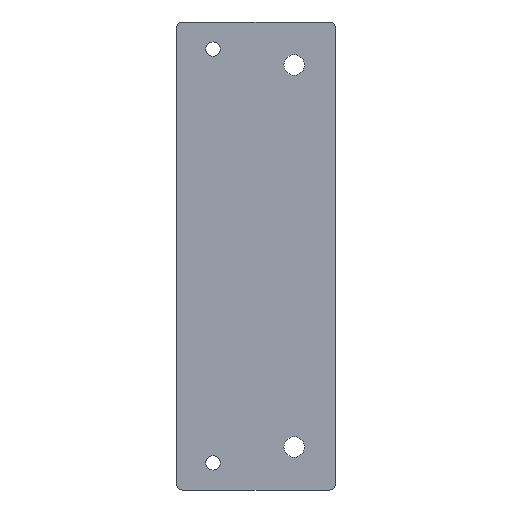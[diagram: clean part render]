
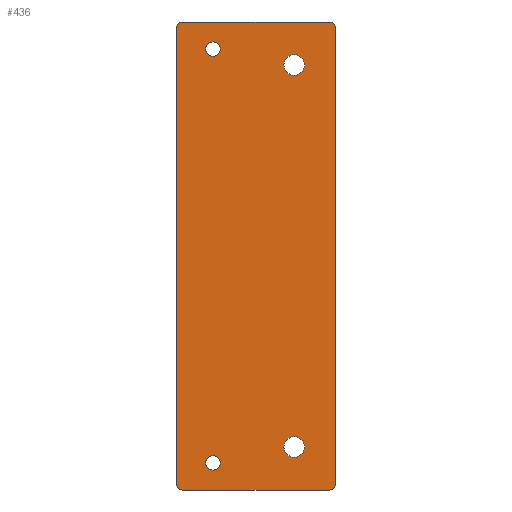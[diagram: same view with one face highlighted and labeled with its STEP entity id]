
A CAD part, front view. The second image highlights one B-rep face of the part: STEP entity #436.
In plain terms, the highlighted planar face has unit normal (0, -1, 0).
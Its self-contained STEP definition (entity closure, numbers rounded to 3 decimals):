
#119=CARTESIAN_POINT('',(90.5,-142.,-60.));
#120=DIRECTION('',(0.,1.,0.));
#121=DIRECTION('',(-1.,0.,0.));
#122=AXIS2_PLACEMENT_3D('',#119,#120,#121);
#124=CARTESIAN_POINT('',(90.5,-142.,-60.));
#125=DIRECTION('',(0.,1.,0.));
#126=DIRECTION('',(1.,0.,0.));
#127=AXIS2_PLACEMENT_3D('',#124,#125,#126);
#129=CARTESIAN_POINT('',(90.5,-142.,60.));
#130=DIRECTION('',(0.,1.,0.));
#131=DIRECTION('',(-1.,0.,0.));
#132=AXIS2_PLACEMENT_3D('',#129,#130,#131);
#134=CARTESIAN_POINT('',(90.5,-142.,60.));
#135=DIRECTION('',(0.,1.,0.));
#136=DIRECTION('',(1.,0.,0.));
#137=AXIS2_PLACEMENT_3D('',#134,#135,#136);
#139=DIRECTION('',(1.,0.,0.));
#140=VECTOR('',#139,46.);
#141=CARTESIAN_POINT('',(55.5,-142.,-73.5));
#142=LINE('',#141,#140);
#143=CARTESIAN_POINT('',(55.5,-142.,-71.5));
#144=DIRECTION('',(0.,-1.,0.));
#145=DIRECTION('',(-1.,0.,0.));
#146=AXIS2_PLACEMENT_3D('',#143,#144,#145);
#148=DIRECTION('',(0.,0.,-1.));
#149=VECTOR('',#148,143.);
#150=CARTESIAN_POINT('',(53.5,-142.,71.5));
#151=LINE('',#150,#149);
#152=CARTESIAN_POINT('',(55.5,-142.,71.5));
#153=DIRECTION('',(0.,-1.,0.));
#154=DIRECTION('',(0.,0.,1.));
#155=AXIS2_PLACEMENT_3D('',#152,#153,#154);
#157=DIRECTION('',(-1.,0.,0.));
#158=VECTOR('',#157,46.);
#159=CARTESIAN_POINT('',(101.5,-142.,73.5));
#160=LINE('',#159,#158);
#161=CARTESIAN_POINT('',(101.5,-142.,71.5));
#162=DIRECTION('',(0.,-1.,0.));
#163=DIRECTION('',(1.,0.,0.));
#164=AXIS2_PLACEMENT_3D('',#161,#162,#163);
#166=DIRECTION('',(0.,0.,1.));
#167=VECTOR('',#166,143.);
#168=CARTESIAN_POINT('',(103.5,-142.,-71.5));
#169=LINE('',#168,#167);
#170=CARTESIAN_POINT('',(101.5,-142.,-71.5));
#171=DIRECTION('',(0.,-1.,0.));
#172=DIRECTION('',(0.,0.,-1.));
#173=AXIS2_PLACEMENT_3D('',#170,#171,#172);
#175=CARTESIAN_POINT('',(65.,-142.,65.));
#176=DIRECTION('',(0.,1.,0.));
#177=DIRECTION('',(1.,0.,0.));
#178=AXIS2_PLACEMENT_3D('',#175,#176,#177);
#180=CARTESIAN_POINT('',(65.,-142.,65.));
#181=DIRECTION('',(0.,1.,0.));
#182=DIRECTION('',(-1.,0.,0.));
#183=AXIS2_PLACEMENT_3D('',#180,#181,#182);
#185=CARTESIAN_POINT('',(65.,-142.,-65.));
#186=DIRECTION('',(0.,1.,0.));
#187=DIRECTION('',(1.,0.,0.));
#188=AXIS2_PLACEMENT_3D('',#185,#186,#187);
#190=CARTESIAN_POINT('',(65.,-142.,-65.));
#191=DIRECTION('',(0.,1.,0.));
#192=DIRECTION('',(-1.,0.,0.));
#193=AXIS2_PLACEMENT_3D('',#190,#191,#192);
#275=CARTESIAN_POINT('',(87.25,-142.,-60.));
#276=CARTESIAN_POINT('',(93.75,-142.,-60.));
#277=VERTEX_POINT('',#275);
#278=VERTEX_POINT('',#276);
#279=CARTESIAN_POINT('',(87.25,-142.,60.));
#280=CARTESIAN_POINT('',(93.75,-142.,60.));
#281=VERTEX_POINT('',#279);
#282=VERTEX_POINT('',#280);
#283=CARTESIAN_POINT('',(55.5,-142.,-73.5));
#284=CARTESIAN_POINT('',(101.5,-142.,-73.5));
#285=VERTEX_POINT('',#283);
#286=VERTEX_POINT('',#284);
#287=CARTESIAN_POINT('',(103.5,-142.,-71.5));
#288=VERTEX_POINT('',#287);
#289=CARTESIAN_POINT('',(103.5,-142.,71.5));
#290=VERTEX_POINT('',#289);
#291=CARTESIAN_POINT('',(101.5,-142.,73.5));
#292=VERTEX_POINT('',#291);
#293=CARTESIAN_POINT('',(55.5,-142.,73.5));
#294=VERTEX_POINT('',#293);
#295=CARTESIAN_POINT('',(53.5,-142.,71.5));
#296=VERTEX_POINT('',#295);
#297=CARTESIAN_POINT('',(53.5,-142.,-71.5));
#298=VERTEX_POINT('',#297);
#303=CARTESIAN_POINT('',(67.25,-142.,65.));
#304=VERTEX_POINT('',#303);
#305=CARTESIAN_POINT('',(62.75,-142.,65.));
#306=VERTEX_POINT('',#305);
#311=CARTESIAN_POINT('',(67.25,-142.,-65.));
#312=CARTESIAN_POINT('',(62.75,-142.,-65.));
#313=VERTEX_POINT('',#311);
#314=VERTEX_POINT('',#312);
#391=CARTESIAN_POINT('',(0.,-142.,0.));
#392=DIRECTION('',(0.,-1.,0.));
#393=DIRECTION('',(-1.,0.,0.));
#394=AXIS2_PLACEMENT_3D('',#391,#392,#393);
#395=PLANE('',#394);
#397=ORIENTED_EDGE('',*,*,#396,.F.);
#399=ORIENTED_EDGE('',*,*,#398,.F.);
#401=ORIENTED_EDGE('',*,*,#400,.F.);
#403=ORIENTED_EDGE('',*,*,#402,.F.);
#405=ORIENTED_EDGE('',*,*,#404,.F.);
#407=ORIENTED_EDGE('',*,*,#406,.F.);
#409=ORIENTED_EDGE('',*,*,#408,.F.);
#411=ORIENTED_EDGE('',*,*,#410,.F.);
#412=EDGE_LOOP('',(#397,#399,#401,#403,#405,#407,#409,#411));
#413=FACE_OUTER_BOUND('',#412,.F.);
#415=ORIENTED_EDGE('',*,*,#414,.F.);
#417=ORIENTED_EDGE('',*,*,#416,.F.);
#418=EDGE_LOOP('',(#415,#417));
#419=FACE_BOUND('',#418,.F.);
#420=ORIENTED_EDGE('',*,*,#371,.F.);
#421=ORIENTED_EDGE('',*,*,#385,.F.);
#422=EDGE_LOOP('',(#420,#421));
#423=FACE_BOUND('',#422,.F.);
#425=ORIENTED_EDGE('',*,*,#424,.F.);
#427=ORIENTED_EDGE('',*,*,#426,.F.);
#428=EDGE_LOOP('',(#425,#427));
#429=FACE_BOUND('',#428,.F.);
#431=ORIENTED_EDGE('',*,*,#430,.F.);
#433=ORIENTED_EDGE('',*,*,#432,.F.);
#434=EDGE_LOOP('',(#431,#433));
#435=FACE_BOUND('',#434,.F.);
#436=ADVANCED_FACE('',(#413,#419,#423,#429,#435),#395,.T.);
#123=CIRCLE('',#122,3.25);
#128=CIRCLE('',#127,3.25);
#133=CIRCLE('',#132,3.25);
#138=CIRCLE('',#137,3.25);
#147=CIRCLE('',#146,2.);
#156=CIRCLE('',#155,2.);
#165=CIRCLE('',#164,2.);
#174=CIRCLE('',#173,2.);
#179=CIRCLE('',#178,2.25);
#184=CIRCLE('',#183,2.25);
#189=CIRCLE('',#188,2.25);
#194=CIRCLE('',#193,2.25);
#371=EDGE_CURVE('',#277,#278,#123,.T.);
#385=EDGE_CURVE('',#278,#277,#128,.T.);
#396=EDGE_CURVE('',#285,#286,#142,.T.);
#398=EDGE_CURVE('',#298,#285,#147,.T.);
#400=EDGE_CURVE('',#296,#298,#151,.T.);
#402=EDGE_CURVE('',#294,#296,#156,.T.);
#404=EDGE_CURVE('',#292,#294,#160,.T.);
#406=EDGE_CURVE('',#290,#292,#165,.T.);
#408=EDGE_CURVE('',#288,#290,#169,.T.);
#410=EDGE_CURVE('',#286,#288,#174,.T.);
#414=EDGE_CURVE('',#281,#282,#133,.T.);
#416=EDGE_CURVE('',#282,#281,#138,.T.);
#424=EDGE_CURVE('',#304,#306,#179,.T.);
#426=EDGE_CURVE('',#306,#304,#184,.T.);
#430=EDGE_CURVE('',#313,#314,#189,.T.);
#432=EDGE_CURVE('',#314,#313,#194,.T.);
